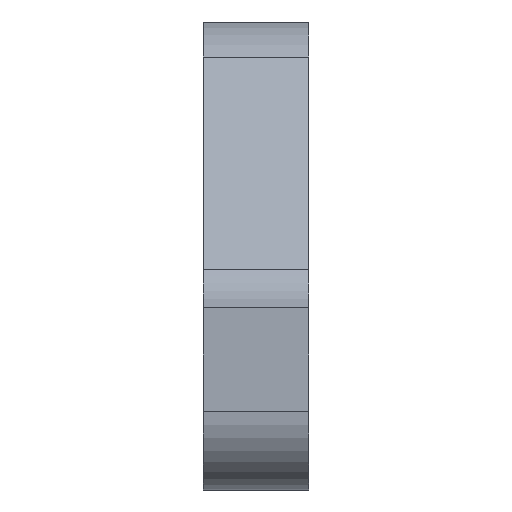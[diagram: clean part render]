
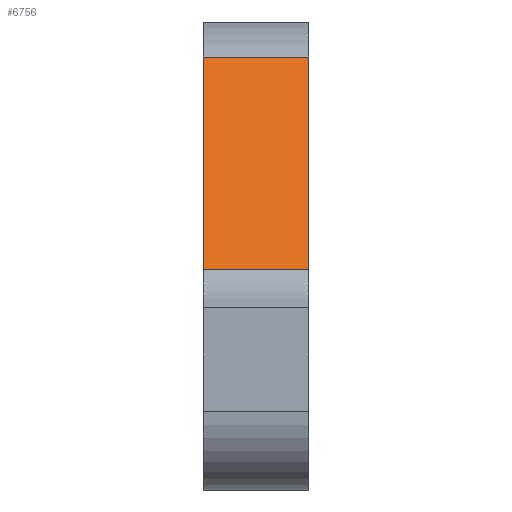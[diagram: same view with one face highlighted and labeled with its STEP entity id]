
A CAD part, front view. The second image highlights one B-rep face of the part: STEP entity #6756.
In plain terms, the highlighted planar face has unit normal (0, -0.679, 0.734).
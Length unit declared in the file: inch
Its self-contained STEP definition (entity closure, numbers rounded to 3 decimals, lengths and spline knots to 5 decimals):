
#97 = VECTOR ( 'NONE', #3697, 39.37008 ) ;
#375 = LINE ( 'NONE', #6814, #5695 ) ;
#593 = EDGE_CURVE ( 'NONE', #3456, #4049, #375, .T. ) ;
#632 = EDGE_CURVE ( 'NONE', #3456, #1763, #5856, .T. ) ;
#861 = DIRECTION ( 'NONE',  ( -1., 0., 0. ) ) ;
#1000 = CARTESIAN_POINT ( 'NONE',  ( -6.125, -7.55, 0.85 ) ) ;
#1104 = ORIENTED_EDGE ( 'NONE', *, *, #6357, .T. ) ;
#1111 = ORIENTED_EDGE ( 'NONE', *, *, #5051, .F. ) ;
#1413 = ORIENTED_EDGE ( 'NONE', *, *, #593, .T. ) ;
#1540 = CARTESIAN_POINT ( 'NONE',  ( -6.125, -7.46985, 0.92421 ) ) ;
#1763 = VERTEX_POINT ( 'NONE', #5195 ) ;
#2126 = DIRECTION ( 'NONE',  ( -1., 0., 0. ) ) ;
#2414 = EDGE_LOOP ( 'NONE', ( #3862, #1413, #1111, #1104 ) ) ;
#2525 = DIRECTION ( 'NONE',  ( 0., -0.734, -0.679 ) ) ;
#2868 = DIRECTION ( 'NONE',  ( 0., 0.734, 0.679 ) ) ;
#3456 = VERTEX_POINT ( 'NONE', #6660 ) ;
#3697 = DIRECTION ( 'NONE',  ( 1., 0., 0. ) ) ;
#3862 = ORIENTED_EDGE ( 'NONE', *, *, #632, .F. ) ;
#4049 = VERTEX_POINT ( 'NONE', #6900 ) ;
#4140 = LINE ( 'NONE', #4529, #6242 ) ;
#4209 = CARTESIAN_POINT ( 'NONE',  ( -6.625, -7.46985, 0.92421 ) ) ;
#4529 = CARTESIAN_POINT ( 'NONE',  ( -6.625, -7.55, 0.85 ) ) ;
#4789 = CARTESIAN_POINT ( 'NONE',  ( -6.125, -5.71544, 2.54867 ) ) ;
#4953 = AXIS2_PLACEMENT_3D ( 'NONE', #1000, #6880, #2126 ) ;
#5051 = EDGE_CURVE ( 'NONE', #5855, #4049, #4140, .T. ) ;
#5195 = CARTESIAN_POINT ( 'NONE',  ( -6.125, -7.46985, 0.92421 ) ) ;
#5261 = FACE_OUTER_BOUND ( 'NONE', #2414, .T. ) ;
#5695 = VECTOR ( 'NONE', #861, 39.37008 ) ;
#5804 = VECTOR ( 'NONE', #2525, 39.37008 ) ;
#5855 = VERTEX_POINT ( 'NONE', #4209 ) ;
#5856 = LINE ( 'NONE', #4789, #5804 ) ;
#5928 = PLANE ( 'NONE',  #4953 ) ;
#6242 = VECTOR ( 'NONE', #2868, 39.37008 ) ;
#6357 = EDGE_CURVE ( 'NONE', #5855, #1763, #6988, .T. ) ;
#6660 = CARTESIAN_POINT ( 'NONE',  ( -6.125, -6.37971, 1.9336 ) ) ;
#6756 = ADVANCED_FACE ( 'NONE', ( #5261 ), #5928, .F. ) ;
#6814 = CARTESIAN_POINT ( 'NONE',  ( -6.625, -6.37971, 1.9336 ) ) ;
#6880 = DIRECTION ( 'NONE',  ( 0., 0.679, -0.734 ) ) ;
#6900 = CARTESIAN_POINT ( 'NONE',  ( -6.625, -6.37971, 1.9336 ) ) ;
#6988 = LINE ( 'NONE', #1540, #97 ) ;
